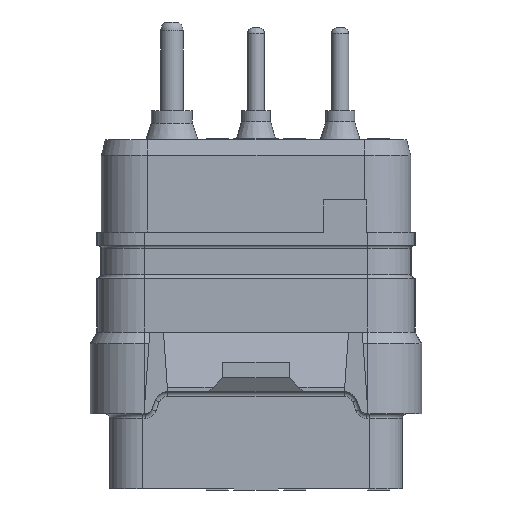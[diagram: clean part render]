
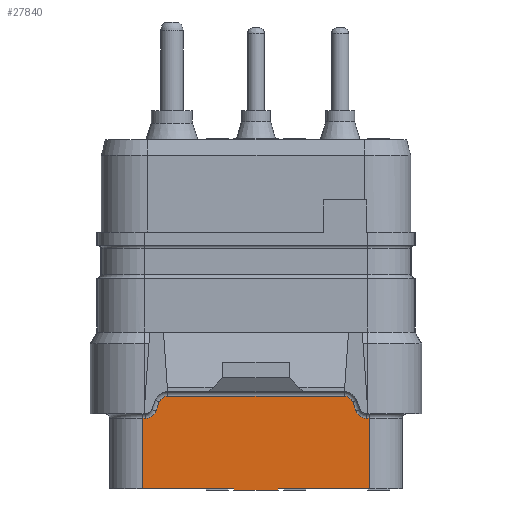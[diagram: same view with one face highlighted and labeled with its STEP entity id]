
A CAD part, front view. The second image highlights one B-rep face of the part: STEP entity #27840.
In plain terms, the highlighted planar face has unit normal (0, -1, 0).
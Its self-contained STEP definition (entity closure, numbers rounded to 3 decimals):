
#1664=DIRECTION('',(0.,0.,-1.));
#1665=VECTOR('',#1664,0.05);
#1666=CARTESIAN_POINT('',(1.,-5.725,-11.63));
#1667=LINE('',#1666,#1665);
#1668=DIRECTION('',(0.,0.,1.));
#1669=VECTOR('',#1668,3.2);
#1670=CARTESIAN_POINT('',(-5.125,-5.725,-11.63));
#1671=LINE('',#1670,#1669);
#1672=DIRECTION('',(-1.,0.,0.));
#1673=VECTOR('',#1672,0.125);
#1674=CARTESIAN_POINT('',(-5.,-5.725,-8.43));
#1675=LINE('',#1674,#1673);
#1676=CARTESIAN_POINT('',(-5.,-5.725,-7.93));
#1677=DIRECTION('',(0.,1.,0.));
#1678=DIRECTION('',(0.935,0.,-0.354));
#1679=AXIS2_PLACEMENT_3D('',#1676,#1677,#1678);
#1681=DIRECTION('',(-0.354,0.,-0.935));
#1682=VECTOR('',#1681,0.447);
#1683=CARTESIAN_POINT('',(-4.374,-5.725,-7.689));
#1684=LINE('',#1683,#1682);
#1685=CARTESIAN_POINT('',(-4.,-5.725,-7.83));
#1686=DIRECTION('',(0.,-1.,0.));
#1687=DIRECTION('',(0.,0.,1.));
#1688=AXIS2_PLACEMENT_3D('',#1685,#1686,#1687);
#1690=DIRECTION('',(-1.,0.,0.));
#1691=VECTOR('',#1690,8.);
#1692=CARTESIAN_POINT('',(4.,-5.725,-7.43));
#1693=LINE('',#1692,#1691);
#1694=CARTESIAN_POINT('',(4.,-5.725,-7.83));
#1695=DIRECTION('',(0.,-1.,0.));
#1696=DIRECTION('',(0.935,0.,0.354));
#1697=AXIS2_PLACEMENT_3D('',#1694,#1695,#1696);
#1699=DIRECTION('',(-0.354,0.,0.935));
#1700=VECTOR('',#1699,0.447);
#1701=CARTESIAN_POINT('',(4.532,-5.725,-8.107));
#1702=LINE('',#1701,#1700);
#1703=CARTESIAN_POINT('',(5.,-5.725,-7.93));
#1704=DIRECTION('',(0.,1.,0.));
#1705=DIRECTION('',(0.,0.,-1.));
#1706=AXIS2_PLACEMENT_3D('',#1703,#1704,#1705);
#1708=DIRECTION('',(-1.,0.,0.));
#1709=VECTOR('',#1708,0.125);
#1710=CARTESIAN_POINT('',(5.125,-5.725,-8.43));
#1711=LINE('',#1710,#1709);
#1724=DIRECTION('',(1.,0.,0.));
#1725=VECTOR('',#1724,4.125);
#1726=CARTESIAN_POINT('',(1.,-5.725,-11.63));
#1727=LINE('',#1726,#1725);
#1760=DIRECTION('',(1.,0.,0.));
#1761=VECTOR('',#1760,4.125);
#1762=CARTESIAN_POINT('',(-5.125,-5.725,-11.63));
#1763=LINE('',#1762,#1761);
#2910=DIRECTION('',(0.,0.,-1.));
#2911=VECTOR('',#2910,0.05);
#2912=CARTESIAN_POINT('',(-1.,-5.725,-11.63));
#2913=LINE('',#2912,#2911);
#2914=DIRECTION('',(-1.,0.,0.));
#2915=VECTOR('',#2914,2.);
#2916=CARTESIAN_POINT('',(1.,-5.725,-11.68));
#2917=LINE('',#2916,#2915);
#2943=DIRECTION('',(0.,0.,1.));
#2944=VECTOR('',#2943,3.2);
#2945=CARTESIAN_POINT('',(5.125,-5.725,-11.63));
#2946=LINE('',#2945,#2944);
#21731=CARTESIAN_POINT('',(5.125,-5.725,-11.63));
#21732=VERTEX_POINT('',#21731);
#21733=CARTESIAN_POINT('',(-5.125,-5.725,-11.63));
#21734=VERTEX_POINT('',#21733);
#21743=CARTESIAN_POINT('',(-5.,-5.725,-8.43));
#21744=CARTESIAN_POINT('',(-5.125,-5.725,-8.43));
#21745=VERTEX_POINT('',#21743);
#21746=VERTEX_POINT('',#21744);
#21749=CARTESIAN_POINT('',(-4.532,-5.725,-8.107));
#21750=VERTEX_POINT('',#21749);
#21753=CARTESIAN_POINT('',(-4.374,-5.725,-7.689));
#21754=VERTEX_POINT('',#21753);
#21757=CARTESIAN_POINT('',(-4.,-5.725,-7.43));
#21758=VERTEX_POINT('',#21757);
#21761=CARTESIAN_POINT('',(4.,-5.725,-7.43));
#21762=VERTEX_POINT('',#21761);
#21765=CARTESIAN_POINT('',(4.374,-5.725,-7.689));
#21766=VERTEX_POINT('',#21765);
#21769=CARTESIAN_POINT('',(4.532,-5.725,-8.107));
#21770=VERTEX_POINT('',#21769);
#21773=CARTESIAN_POINT('',(5.,-5.725,-8.43));
#21774=VERTEX_POINT('',#21773);
#21777=CARTESIAN_POINT('',(5.125,-5.725,-8.43));
#21778=VERTEX_POINT('',#21777);
#23803=CARTESIAN_POINT('',(1.,-5.725,-11.68));
#23804=CARTESIAN_POINT('',(-1.,-5.725,-11.68));
#23805=VERTEX_POINT('',#23803);
#23806=VERTEX_POINT('',#23804);
#24489=CARTESIAN_POINT('',(-1.,-5.725,-11.63));
#24491=VERTEX_POINT('',#24489);
#24495=CARTESIAN_POINT('',(1.,-5.725,-11.63));
#24496=VERTEX_POINT('',#24495);
#27809=CARTESIAN_POINT('',(-5.125,-5.725,-11.63));
#27810=DIRECTION('',(0.,1.,0.));
#27811=DIRECTION('',(1.,0.,0.));
#27812=AXIS2_PLACEMENT_3D('',#27809,#27810,#27811);
#27813=PLANE('',#27812);
#27815=ORIENTED_EDGE('',*,*,#27814,.F.);
#27817=ORIENTED_EDGE('',*,*,#27816,.T.);
#27819=ORIENTED_EDGE('',*,*,#27818,.T.);
#27821=ORIENTED_EDGE('',*,*,#27820,.F.);
#27823=ORIENTED_EDGE('',*,*,#27822,.F.);
#27824=ORIENTED_EDGE('',*,*,#27801,.T.);
#27825=ORIENTED_EDGE('',*,*,#27108,.F.);
#27826=ORIENTED_EDGE('',*,*,#27123,.F.);
#27828=ORIENTED_EDGE('',*,*,#27827,.F.);
#27829=ORIENTED_EDGE('',*,*,#27177,.F.);
#27830=ORIENTED_EDGE('',*,*,#27192,.F.);
#27831=ORIENTED_EDGE('',*,*,#27207,.F.);
#27833=ORIENTED_EDGE('',*,*,#27832,.F.);
#27834=ORIENTED_EDGE('',*,*,#27261,.F.);
#27835=ORIENTED_EDGE('',*,*,#27276,.F.);
#27837=ORIENTED_EDGE('',*,*,#27836,.F.);
#27838=EDGE_LOOP('',(#27815,#27817,#27819,#27821,#27823,#27824,#27825,#27826,
#27828,#27829,#27830,#27831,#27833,#27834,#27835,#27837));
#27839=FACE_OUTER_BOUND('',#27838,.F.);
#27840=ADVANCED_FACE('',(#27839),#27813,.F.);
#1680=CIRCLE('',#1679,0.5);
#1689=CIRCLE('',#1688,0.4);
#1698=CIRCLE('',#1697,0.4);
#1707=CIRCLE('',#1706,0.5);
#27108=EDGE_CURVE('',#21745,#21746,#1675,.T.);
#27123=EDGE_CURVE('',#21750,#21745,#1680,.T.);
#27177=EDGE_CURVE('',#21758,#21754,#1689,.T.);
#27192=EDGE_CURVE('',#21762,#21758,#1693,.T.);
#27207=EDGE_CURVE('',#21766,#21762,#1698,.T.);
#27261=EDGE_CURVE('',#21774,#21770,#1707,.T.);
#27276=EDGE_CURVE('',#21778,#21774,#1711,.T.);
#27801=EDGE_CURVE('',#21734,#21746,#1671,.T.);
#27814=EDGE_CURVE('',#24496,#21732,#1727,.T.);
#27816=EDGE_CURVE('',#24496,#23805,#1667,.T.);
#27818=EDGE_CURVE('',#23805,#23806,#2917,.T.);
#27820=EDGE_CURVE('',#24491,#23806,#2913,.T.);
#27822=EDGE_CURVE('',#21734,#24491,#1763,.T.);
#27827=EDGE_CURVE('',#21754,#21750,#1684,.T.);
#27832=EDGE_CURVE('',#21770,#21766,#1702,.T.);
#27836=EDGE_CURVE('',#21732,#21778,#2946,.T.);
